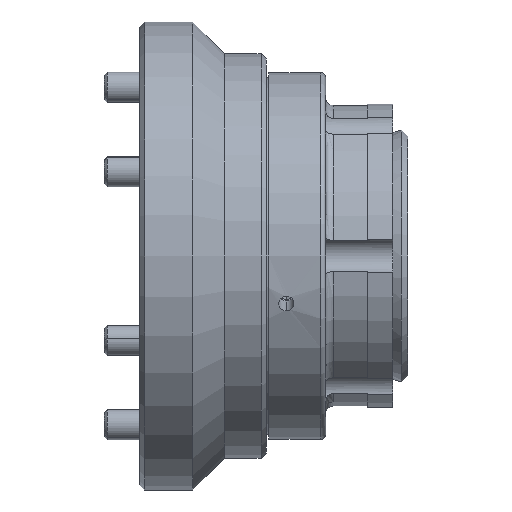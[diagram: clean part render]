
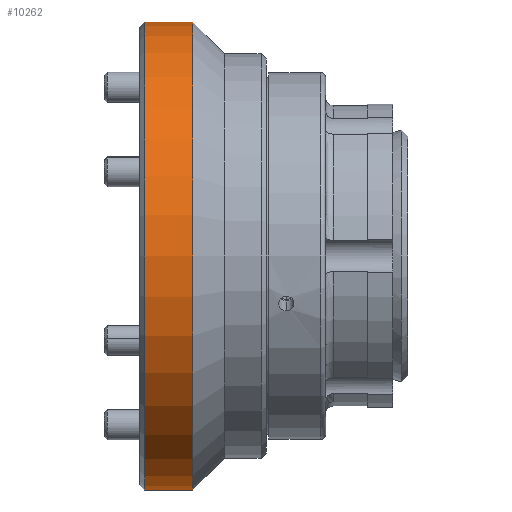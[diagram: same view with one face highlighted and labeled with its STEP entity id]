
A CAD part, front view. The second image highlights one B-rep face of the part: STEP entity #10262.
In plain terms, the highlighted cylindrical face has radius 92.5 mm (diameter 185 mm), a partial arc.
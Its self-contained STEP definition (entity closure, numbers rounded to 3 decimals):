
#152 = CYLINDRICAL_SURFACE ( 'NONE', #7924, 92.5 ) ;
#162 = CIRCLE ( 'NONE', #10342, 92.5 ) ;
#797 = VERTEX_POINT ( 'NONE', #2678 ) ;
#958 = ORIENTED_EDGE ( 'NONE', *, *, #2710, .F. ) ;
#1116 = CARTESIAN_POINT ( 'NONE',  ( 21., 0., 92.5 ) ) ;
#1844 = CARTESIAN_POINT ( 'NONE',  ( 2., 0., 0. ) ) ;
#2119 = DIRECTION ( 'NONE',  ( 0., 0., 1. ) ) ;
#2166 = CARTESIAN_POINT ( 'NONE',  ( 0., 0., 92.5 ) ) ;
#2460 = CARTESIAN_POINT ( 'NONE',  ( 0., 0., 0. ) ) ;
#2678 = CARTESIAN_POINT ( 'NONE',  ( 2., 0., -92.5 ) ) ;
#2710 = EDGE_CURVE ( 'NONE', #3609, #797, #9830, .T. ) ;
#3235 = VERTEX_POINT ( 'NONE', #1116 ) ;
#3609 = VERTEX_POINT ( 'NONE', #5458 ) ;
#4055 = LINE ( 'NONE', #2166, #7768 ) ;
#4462 = DIRECTION ( 'NONE',  ( -1., 0., 0. ) ) ;
#5414 = ORIENTED_EDGE ( 'NONE', *, *, #7941, .T. ) ;
#5458 = CARTESIAN_POINT ( 'NONE',  ( 21., 0., -92.5 ) ) ;
#5522 = DIRECTION ( 'NONE',  ( -1., 0., 0. ) ) ;
#5604 = VECTOR ( 'NONE', #4462, 1000. ) ;
#6512 = DIRECTION ( 'NONE',  ( -1., 0., 0. ) ) ;
#6852 = AXIS2_PLACEMENT_3D ( 'NONE', #1844, #7596, #10074 ) ;
#6865 = FACE_OUTER_BOUND ( 'NONE', #9529, .T. ) ;
#7596 = DIRECTION ( 'NONE',  ( 1., 0., 0. ) ) ;
#7768 = VECTOR ( 'NONE', #7927, 1000. ) ;
#7779 = CIRCLE ( 'NONE', #6852, 92.5 ) ;
#7924 = AXIS2_PLACEMENT_3D ( 'NONE', #2460, #6512, #9727 ) ;
#7927 = DIRECTION ( 'NONE',  ( -1., 0., 0. ) ) ;
#7941 = EDGE_CURVE ( 'NONE', #10283, #797, #7779, .T. ) ;
#8130 = CARTESIAN_POINT ( 'NONE',  ( 2., 0., 92.5 ) ) ;
#8417 = CARTESIAN_POINT ( 'NONE',  ( 0., 0., -92.5 ) ) ;
#8508 = ORIENTED_EDGE ( 'NONE', *, *, #10160, .T. ) ;
#9529 = EDGE_LOOP ( 'NONE', ( #958, #10526, #8508, #5414 ) ) ;
#9727 = DIRECTION ( 'NONE',  ( 0., 0., 1. ) ) ;
#9830 = LINE ( 'NONE', #8417, #5604 ) ;
#9872 = EDGE_CURVE ( 'NONE', #3609, #3235, #162, .T. ) ;
#10074 = DIRECTION ( 'NONE',  ( 0., 0., -1. ) ) ;
#10160 = EDGE_CURVE ( 'NONE', #3235, #10283, #4055, .T. ) ;
#10262 = ADVANCED_FACE ( 'NONE', ( #6865 ), #152, .T. ) ;
#10283 = VERTEX_POINT ( 'NONE', #8130 ) ;
#10342 = AXIS2_PLACEMENT_3D ( 'NONE', #10386, #5522, #2119 ) ;
#10386 = CARTESIAN_POINT ( 'NONE',  ( 21., 0., 0. ) ) ;
#10526 = ORIENTED_EDGE ( 'NONE', *, *, #9872, .T. ) ;
